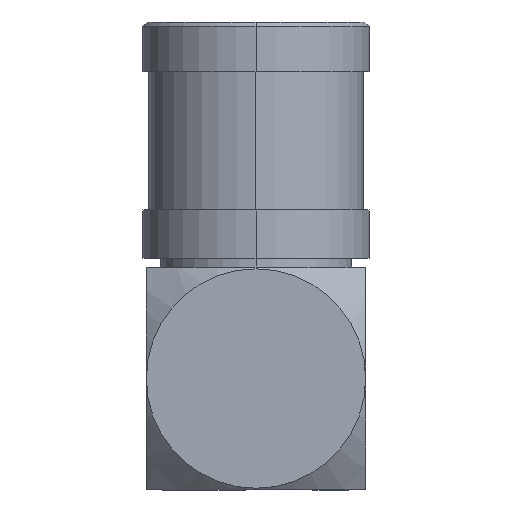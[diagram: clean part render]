
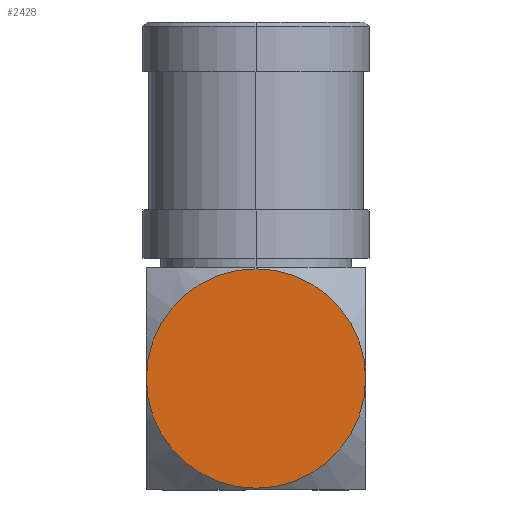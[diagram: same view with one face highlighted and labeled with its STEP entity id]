
A CAD part, left-side view. The second image highlights one B-rep face of the part: STEP entity #2428.
In plain terms, the highlighted planar face has unit normal (-1, 0, 0).
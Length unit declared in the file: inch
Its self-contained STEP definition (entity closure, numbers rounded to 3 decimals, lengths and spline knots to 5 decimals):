
#33 = DIRECTION ( 'NONE',  ( 1., 0., 0. ) ) ;
#79 = DIRECTION ( 'NONE',  ( 0., 0., 1. ) ) ;
#140 = EDGE_CURVE ( 'NONE', #870, #751, #1926, .T. ) ;
#456 = DIRECTION ( 'NONE',  ( 0., 0., -1. ) ) ;
#751 = VERTEX_POINT ( 'NONE', #1739 ) ;
#763 = AXIS2_PLACEMENT_3D ( 'NONE', #3252, #1693, #79 ) ;
#808 = DIRECTION ( 'NONE',  ( 0., 0., -1. ) ) ;
#870 = VERTEX_POINT ( 'NONE', #2367 ) ;
#935 = AXIS2_PLACEMENT_3D ( 'NONE', #1289, #2636, #1857 ) ;
#955 = EDGE_CURVE ( 'NONE', #2085, #751, #2508, .T. ) ;
#978 = CARTESIAN_POINT ( 'NONE',  ( -0.124, -0.124, 0.126 ) ) ;
#1289 = CARTESIAN_POINT ( 'NONE',  ( -0.124, 0., 0. ) ) ;
#1452 = EDGE_LOOP ( 'NONE', ( #3431, #2126, #3316 ) ) ;
#1592 = FACE_OUTER_BOUND ( 'NONE', #1452, .T. ) ;
#1686 = CIRCLE ( 'NONE', #2321, 0.124 ) ;
#1693 = DIRECTION ( 'NONE',  ( -1., 0., 0. ) ) ;
#1739 = CARTESIAN_POINT ( 'NONE',  ( -0.124, -0.124, 0. ) ) ;
#1857 = DIRECTION ( 'NONE',  ( 0., 0., -1. ) ) ;
#1867 = AXIS2_PLACEMENT_3D ( 'NONE', #978, #3360, #456 ) ;
#1904 = CARTESIAN_POINT ( 'NONE',  ( -0.124, 0., 0. ) ) ;
#1926 = CIRCLE ( 'NONE', #935, 0.124 ) ;
#2085 = VERTEX_POINT ( 'NONE', #2350 ) ;
#2126 = ORIENTED_EDGE ( 'NONE', *, *, #955, .T. ) ;
#2321 = AXIS2_PLACEMENT_3D ( 'NONE', #1904, #33, #808 ) ;
#2350 = CARTESIAN_POINT ( 'NONE',  ( -0.124, 0.124, 0. ) ) ;
#2367 = CARTESIAN_POINT ( 'NONE',  ( -0.124, 0., 0.124 ) ) ;
#2428 = ADVANCED_FACE ( 'NONE', ( #1592 ), #2552, .F. ) ;
#2501 = EDGE_CURVE ( 'NONE', #2085, #870, #1686, .T. ) ;
#2508 = CIRCLE ( 'NONE', #763, 0.124 ) ;
#2552 = PLANE ( 'NONE',  #1867 ) ;
#2636 = DIRECTION ( 'NONE',  ( 1., 0., 0. ) ) ;
#3252 = CARTESIAN_POINT ( 'NONE',  ( -0.124, 0., 0. ) ) ;
#3316 = ORIENTED_EDGE ( 'NONE', *, *, #140, .F. ) ;
#3360 = DIRECTION ( 'NONE',  ( 1., 0., 0. ) ) ;
#3431 = ORIENTED_EDGE ( 'NONE', *, *, #2501, .F. ) ;
